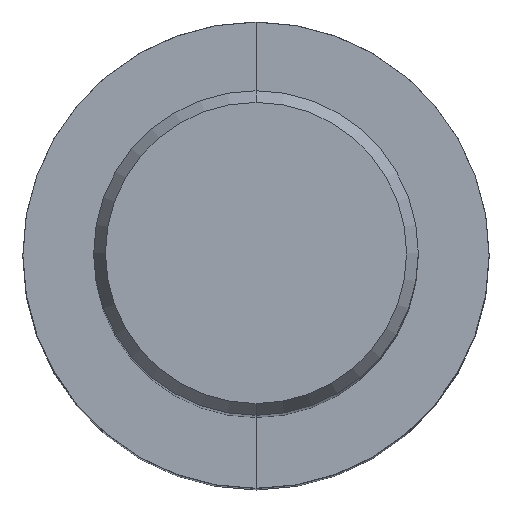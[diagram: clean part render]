
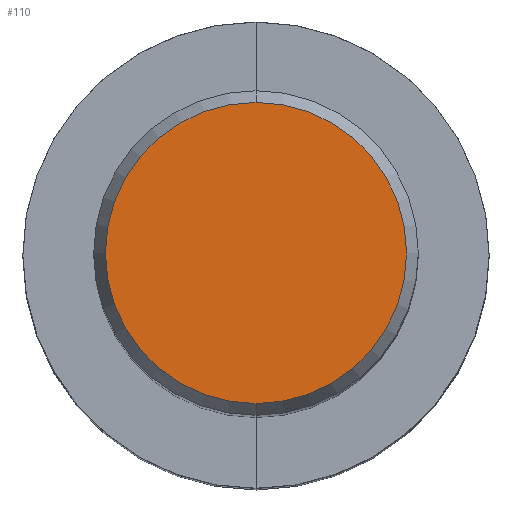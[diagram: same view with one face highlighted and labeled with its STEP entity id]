
A CAD part, top view. The second image highlights one B-rep face of the part: STEP entity #110.
In plain terms, the highlighted planar face has unit normal (0, 0, 1).
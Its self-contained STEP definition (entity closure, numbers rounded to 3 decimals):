
#84=EDGE_CURVE('',#146,#132,#197,.T.);
#110=ADVANCED_FACE('',(#225),#226,.T.);
#132=VERTEX_POINT('',#251);
#134=EDGE_CURVE('',#132,#146,#253,.T.);
#146=VERTEX_POINT('',#265);
#197=CIRCLE('',#318,5.892);
#225=FACE_OUTER_BOUND('',#353,.T.);
#226=PLANE('',#354);
#251=CARTESIAN_POINT('',(0.0,5.892,0.01));
#253=CIRCLE('',#388,5.892);
#265=CARTESIAN_POINT('',(0.,-5.892,0.01));
#318=AXIS2_PLACEMENT_3D('',#450,#451,#452);
#353=EDGE_LOOP('',(#489,#490));
#354=AXIS2_PLACEMENT_3D('',#491,#492,#493);
#388=AXIS2_PLACEMENT_3D('',#519,#520,#521);
#450=CARTESIAN_POINT('',(0.0,0.0,0.01));
#451=DIRECTION('',(0.0,0.0,-1.0));
#452=DIRECTION('',(0.0,1.0,0.0));
#489=ORIENTED_EDGE('',*,*,#134,.F.);
#490=ORIENTED_EDGE('',*,*,#84,.F.);
#491=CARTESIAN_POINT('',(0.0,2.946,0.01));
#492=DIRECTION('',(-0.0,0.0,1.0));
#493=DIRECTION('',(0.0,-1.0,0.0));
#519=CARTESIAN_POINT('',(0.0,0.0,0.01));
#520=DIRECTION('',(0.0,0.0,-1.0));
#521=DIRECTION('',(0.0,1.0,0.0));
